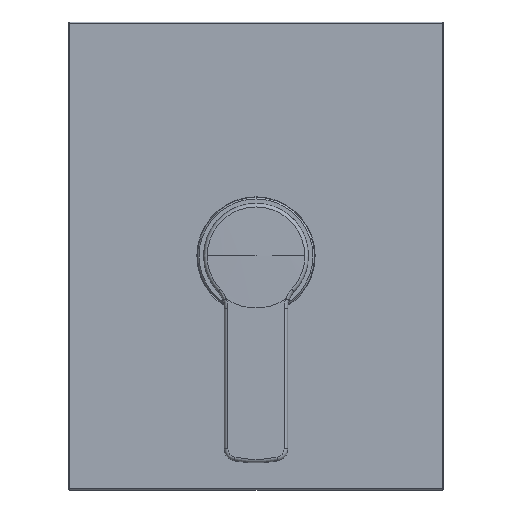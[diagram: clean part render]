
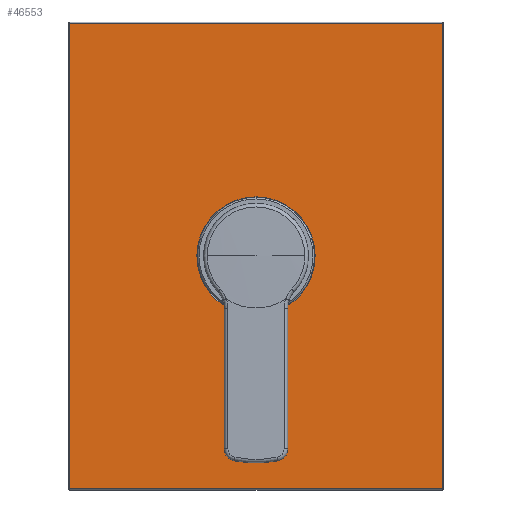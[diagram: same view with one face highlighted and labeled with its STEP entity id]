
A CAD part, top view. The second image highlights one B-rep face of the part: STEP entity #46553.
In plain terms, the highlighted planar face has unit normal (0, 0, 1).
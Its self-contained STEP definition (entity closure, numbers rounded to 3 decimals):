
#45767=DIRECTION('',(1.,0.,0.));
#45768=VECTOR('',#45767,153.);
#45769=CARTESIAN_POINT('',(-76.5,-95.5,60.));
#45770=LINE('',#45769,#45768);
#45771=DIRECTION('',(0.,-1.,0.));
#45772=VECTOR('',#45771,191.);
#45773=CARTESIAN_POINT('',(-76.5,95.5,60.));
#45774=LINE('',#45773,#45772);
#45775=DIRECTION('',(-1.,0.,0.));
#45776=VECTOR('',#45775,153.);
#45777=CARTESIAN_POINT('',(76.5,95.5,60.));
#45778=LINE('',#45777,#45776);
#45779=DIRECTION('',(0.,1.,0.));
#45780=VECTOR('',#45779,191.);
#45781=CARTESIAN_POINT('',(76.5,-95.5,60.));
#45782=LINE('',#45781,#45780);
#45783=CARTESIAN_POINT('',(0.,0.,60.));
#45784=DIRECTION('',(0.,0.,-1.));
#45785=DIRECTION('',(-1.,0.,0.));
#45786=AXIS2_PLACEMENT_3D('',#45783,#45784,#45785);
#45788=CARTESIAN_POINT('',(0.,0.,60.));
#45789=DIRECTION('',(0.,0.,-1.));
#45790=DIRECTION('',(1.,0.,0.));
#45791=AXIS2_PLACEMENT_3D('',#45788,#45789,#45790);
#46342=CARTESIAN_POINT('',(-24.25,0.,60.));
#46343=CARTESIAN_POINT('',(24.25,0.,60.));
#46344=VERTEX_POINT('',#46342);
#46345=VERTEX_POINT('',#46343);
#46458=CARTESIAN_POINT('',(-76.5,-95.5,60.));
#46459=CARTESIAN_POINT('',(76.5,-95.5,60.));
#46460=VERTEX_POINT('',#46458);
#46461=VERTEX_POINT('',#46459);
#46466=CARTESIAN_POINT('',(76.5,95.5,60.));
#46467=VERTEX_POINT('',#46466);
#46472=CARTESIAN_POINT('',(-76.5,95.5,60.));
#46473=VERTEX_POINT('',#46472);
#46533=CARTESIAN_POINT('',(0.,0.,60.));
#46534=DIRECTION('',(0.,0.,1.));
#46535=DIRECTION('',(-1.,0.,0.));
#46536=AXIS2_PLACEMENT_3D('',#46533,#46534,#46535);
#46537=PLANE('',#46536);
#46539=ORIENTED_EDGE('',*,*,#46538,.F.);
#46541=ORIENTED_EDGE('',*,*,#46540,.F.);
#46542=ORIENTED_EDGE('',*,*,#46515,.F.);
#46544=ORIENTED_EDGE('',*,*,#46543,.F.);
#46545=EDGE_LOOP('',(#46539,#46541,#46542,#46544));
#46546=FACE_OUTER_BOUND('',#46545,.F.);
#46548=ORIENTED_EDGE('',*,*,#46547,.F.);
#46550=ORIENTED_EDGE('',*,*,#46549,.F.);
#46551=EDGE_LOOP('',(#46548,#46550));
#46552=FACE_BOUND('',#46551,.F.);
#46553=ADVANCED_FACE('',(#46546,#46552),#46537,.T.);
#45787=CIRCLE('',#45786,24.25);
#45792=CIRCLE('',#45791,24.25);
#46515=EDGE_CURVE('',#46467,#46473,#45778,.T.);
#46538=EDGE_CURVE('',#46460,#46461,#45770,.T.);
#46540=EDGE_CURVE('',#46473,#46460,#45774,.T.);
#46543=EDGE_CURVE('',#46461,#46467,#45782,.T.);
#46547=EDGE_CURVE('',#46344,#46345,#45787,.T.);
#46549=EDGE_CURVE('',#46345,#46344,#45792,.T.);
